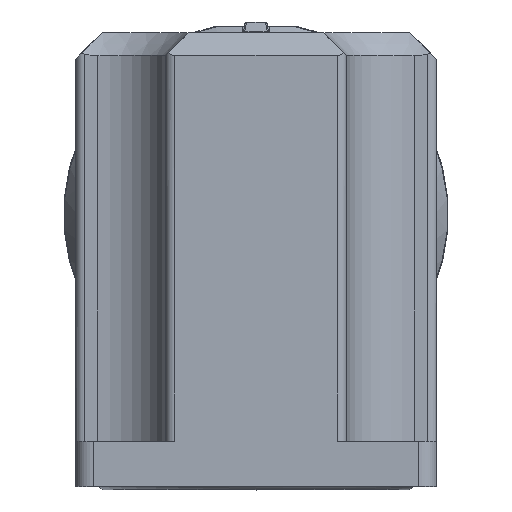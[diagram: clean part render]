
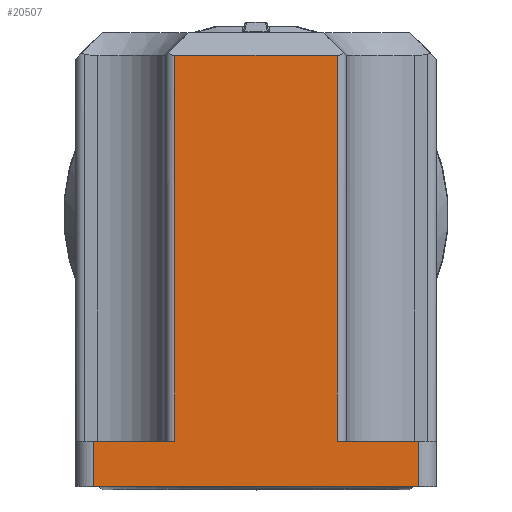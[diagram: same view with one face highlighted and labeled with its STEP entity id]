
A CAD part, top view. The second image highlights one B-rep face of the part: STEP entity #20507.
In plain terms, the highlighted planar face has unit normal (0, 0, 1).
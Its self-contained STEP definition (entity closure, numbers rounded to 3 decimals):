
#6003=DIRECTION('',(1.,0.,0.));
#6004=VECTOR('',#6003,18.);
#6005=CARTESIAN_POINT('',(-9.,17.5,29.5));
#6006=LINE('',#6005,#6004);
#6094=DIRECTION('',(-1.,0.,0.));
#6095=VECTOR('',#6094,9.);
#6096=CARTESIAN_POINT('',(18.,-25.2,29.5));
#6097=LINE('',#6096,#6095);
#6115=DIRECTION('',(0.,-1.,0.));
#6116=VECTOR('',#6115,5.);
#6117=CARTESIAN_POINT('',(-18.,-25.2,29.5));
#6118=LINE('',#6117,#6116);
#6119=DIRECTION('',(0.,-1.,0.));
#6120=VECTOR('',#6119,42.7);
#6121=CARTESIAN_POINT('',(-9.,17.5,29.5));
#6122=LINE('',#6121,#6120);
#6123=DIRECTION('',(0.,1.,0.));
#6124=VECTOR('',#6123,42.7);
#6125=CARTESIAN_POINT('',(9.,-25.2,29.5));
#6126=LINE('',#6125,#6124);
#6127=DIRECTION('',(0.,-1.,0.));
#6128=VECTOR('',#6127,5.);
#6129=CARTESIAN_POINT('',(18.,-25.2,29.5));
#6130=LINE('',#6129,#6128);
#6160=DIRECTION('',(1.,0.,0.));
#6161=VECTOR('',#6160,36.);
#6162=CARTESIAN_POINT('',(-18.,-30.2,29.5));
#6163=LINE('',#6162,#6161);
#6437=DIRECTION('',(-1.,0.,0.));
#6438=VECTOR('',#6437,9.);
#6439=CARTESIAN_POINT('',(-9.,-25.2,29.5));
#6440=LINE('',#6439,#6438);
#11462=CARTESIAN_POINT('',(-9.,-25.2,29.5));
#11464=VERTEX_POINT('',#11462);
#11467=CARTESIAN_POINT('',(9.,-25.2,29.5));
#11469=VERTEX_POINT('',#11467);
#11498=CARTESIAN_POINT('',(-9.,17.5,29.5));
#11499=VERTEX_POINT('',#11498);
#11500=CARTESIAN_POINT('',(9.,17.5,29.5));
#11501=VERTEX_POINT('',#11500);
#11506=CARTESIAN_POINT('',(-18.,-25.2,29.5));
#11507=CARTESIAN_POINT('',(-18.,-30.2,29.5));
#11508=VERTEX_POINT('',#11506);
#11509=VERTEX_POINT('',#11507);
#11510=CARTESIAN_POINT('',(18.,-25.2,29.5));
#11511=CARTESIAN_POINT('',(18.,-30.2,29.5));
#11512=VERTEX_POINT('',#11510);
#11513=VERTEX_POINT('',#11511);
#20487=CARTESIAN_POINT('',(-20.,-30.2,29.5));
#20488=DIRECTION('',(0.,0.,1.));
#20489=DIRECTION('',(1.,0.,0.));
#20490=AXIS2_PLACEMENT_3D('',#20487,#20488,#20489);
#20491=PLANE('',#20490);
#20493=ORIENTED_EDGE('',*,*,#20492,.F.);
#20495=ORIENTED_EDGE('',*,*,#20494,.F.);
#20497=ORIENTED_EDGE('',*,*,#20496,.F.);
#20498=ORIENTED_EDGE('',*,*,#20357,.T.);
#20500=ORIENTED_EDGE('',*,*,#20499,.F.);
#20501=ORIENTED_EDGE('',*,*,#20451,.F.);
#20502=ORIENTED_EDGE('',*,*,#20477,.T.);
#20504=ORIENTED_EDGE('',*,*,#20503,.F.);
#20505=EDGE_LOOP('',(#20493,#20495,#20497,#20498,#20500,#20501,#20502,#20504));
#20506=FACE_OUTER_BOUND('',#20505,.F.);
#20357=EDGE_CURVE('',#11499,#11501,#6006,.T.);
#20451=EDGE_CURVE('',#11512,#11469,#6097,.T.);
#20477=EDGE_CURVE('',#11512,#11513,#6130,.T.);
#20492=EDGE_CURVE('',#11508,#11509,#6118,.T.);
#20494=EDGE_CURVE('',#11464,#11508,#6440,.T.);
#20496=EDGE_CURVE('',#11499,#11464,#6122,.T.);
#20499=EDGE_CURVE('',#11469,#11501,#6126,.T.);
#20503=EDGE_CURVE('',#11509,#11513,#6163,.T.);
#20507=ADVANCED_FACE('',(#20506),#20491,.T.);
